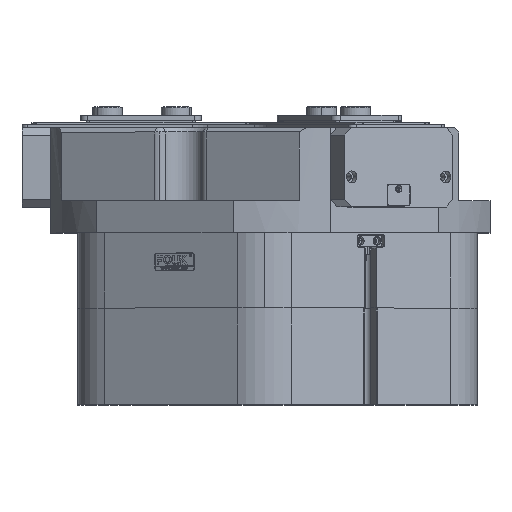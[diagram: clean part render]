
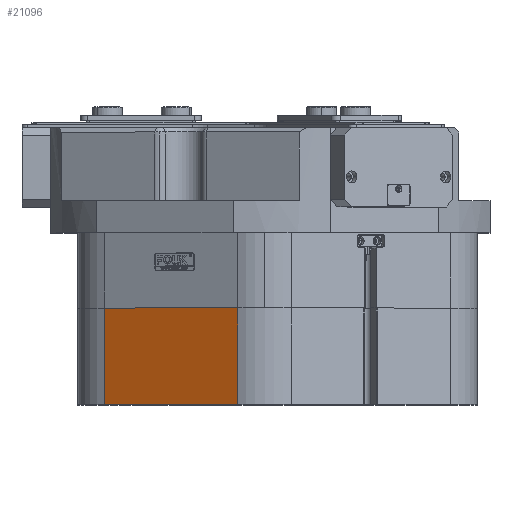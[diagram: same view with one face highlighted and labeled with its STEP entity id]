
A CAD part, top view. The second image highlights one B-rep face of the part: STEP entity #21096.
In plain terms, the highlighted face is planar.
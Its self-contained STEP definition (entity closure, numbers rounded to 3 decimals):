
#77 = CARTESIAN_POINT ( 'NONE',  ( 95., 0., -164.545 ) ) ;
#123 = LINE ( 'NONE', #26345, #7502 ) ;
#594 = DIRECTION ( 'NONE',  ( -0.866, 0., -0.5 ) ) ;
#2512 = EDGE_CURVE ( 'NONE', #17819, #47484, #13393, .T. ) ;
#4227 = CARTESIAN_POINT ( 'NONE',  ( 33., 0., -200.341 ) ) ;
#4428 = ORIENTED_EDGE ( 'NONE', *, *, #8375, .T. ) ;
#5005 = CARTESIAN_POINT ( 'NONE',  ( 33., 90., -200.341 ) ) ;
#5075 = EDGE_LOOP ( 'NONE', ( #45132, #4428, #47743, #45676 ) ) ;
#6138 = LINE ( 'NONE', #25649, #15571 ) ;
#7262 = PLANE ( 'NONE',  #34181 ) ;
#7502 = VECTOR ( 'NONE', #594, 1000. ) ;
#8375 = EDGE_CURVE ( 'NONE', #31000, #17819, #6138, .T. ) ;
#10189 = FACE_OUTER_BOUND ( 'NONE', #5075, .T. ) ;
#11198 = VECTOR ( 'NONE', #21672, 1000. ) ;
#13393 = LINE ( 'NONE', #77, #42334 ) ;
#15571 = VECTOR ( 'NONE', #29421, 1000. ) ;
#15921 = DIRECTION ( 'NONE',  ( 0.5, 0., -0.866 ) ) ;
#17819 = VERTEX_POINT ( 'NONE', #54557 ) ;
#21096 = ADVANCED_FACE ( 'NONE', ( #10189 ), #7262, .T. ) ;
#21672 = DIRECTION ( 'NONE',  ( 0., 1., 0. ) ) ;
#21816 = EDGE_CURVE ( 'NONE', #31000, #50877, #123, .T. ) ;
#24917 = CARTESIAN_POINT ( 'NONE',  ( 380., 0., 0. ) ) ;
#25649 = CARTESIAN_POINT ( 'NONE',  ( 157., 0., -128.749 ) ) ;
#26345 = CARTESIAN_POINT ( 'NONE',  ( 380., 90., 0. ) ) ;
#29263 = CARTESIAN_POINT ( 'NONE',  ( 33., 0., -200.341 ) ) ;
#29421 = DIRECTION ( 'NONE',  ( 0., -1., 0. ) ) ;
#30151 = DIRECTION ( 'NONE',  ( -0.866, 0., -0.5 ) ) ;
#31000 = VERTEX_POINT ( 'NONE', #53646 ) ;
#34181 = AXIS2_PLACEMENT_3D ( 'NONE', #24917, #15921, #55000 ) ;
#39513 = LINE ( 'NONE', #4227, #11198 ) ;
#41141 = EDGE_CURVE ( 'NONE', #47484, #50877, #39513, .T. ) ;
#42334 = VECTOR ( 'NONE', #30151, 1000. ) ;
#45132 = ORIENTED_EDGE ( 'NONE', *, *, #21816, .F. ) ;
#45676 = ORIENTED_EDGE ( 'NONE', *, *, #41141, .T. ) ;
#47484 = VERTEX_POINT ( 'NONE', #29263 ) ;
#47743 = ORIENTED_EDGE ( 'NONE', *, *, #2512, .T. ) ;
#50877 = VERTEX_POINT ( 'NONE', #5005 ) ;
#53646 = CARTESIAN_POINT ( 'NONE',  ( 157., 90., -128.749 ) ) ;
#54557 = CARTESIAN_POINT ( 'NONE',  ( 157., 0., -128.749 ) ) ;
#55000 = DIRECTION ( 'NONE',  ( -0.866, 0., -0.5 ) ) ;
